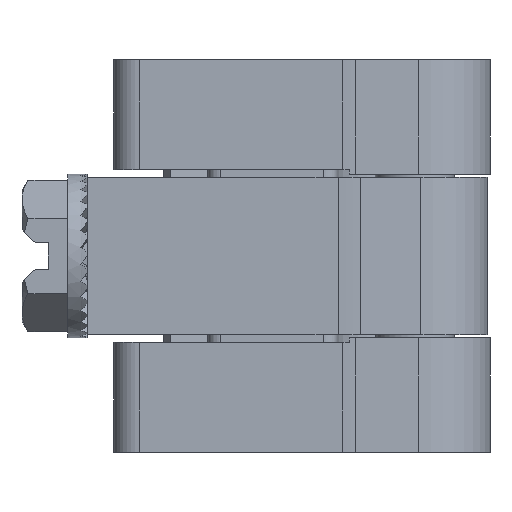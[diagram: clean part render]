
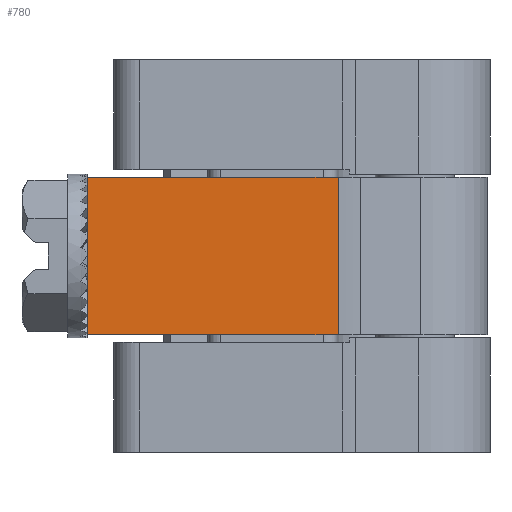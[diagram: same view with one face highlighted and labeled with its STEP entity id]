
A CAD part, front view. The second image highlights one B-rep face of the part: STEP entity #780.
In plain terms, the highlighted planar face has unit normal (0, -1, 0).
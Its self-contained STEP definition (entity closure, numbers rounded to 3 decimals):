
#780=ADVANCED_FACE('',(#2205),#2206,.F.);
#2205=FACE_OUTER_BOUND('',#4426,.T.);
#2206=PLANE('',#4427);
#4426=EDGE_LOOP('',(#6706,#6707,#6708,#6709));
#4427=AXIS2_PLACEMENT_3D('',#6710,#6711,#6712);
#6706=ORIENTED_EDGE('',*,*,#12772,.T.);
#6707=ORIENTED_EDGE('',*,*,#12727,.T.);
#6708=ORIENTED_EDGE('',*,*,#12747,.F.);
#6709=ORIENTED_EDGE('',*,*,#12763,.T.);
#6710=CARTESIAN_POINT('',(-25.0,-6.0,6.0));
#6711=DIRECTION('',(0.0,1.0,0.0));
#6712=DIRECTION('',(-1.0,0.0,0.0));
#12727=EDGE_CURVE('',#15131,#15128,#15132,.F.);
#12747=EDGE_CURVE('',#15164,#15128,#15166,.T.);
#12763=EDGE_CURVE('',#15164,#15185,#15187,.T.);
#12772=EDGE_CURVE('',#15185,#15131,#15199,.T.);
#15128=VERTEX_POINT('',#18579);
#15131=VERTEX_POINT('',#18582);
#15132=LINE('',#18583,#18584);
#15164=VERTEX_POINT('',#18627);
#15166=LINE('',#18630,#18631);
#15185=VERTEX_POINT('',#18662);
#15187=LINE('',#18665,#18666);
#15199=LINE('',#18683,#18684);
#18579=CARTESIAN_POINT('',(-5.858,-6.0,6.0));
#18582=CARTESIAN_POINT('',(-5.858,-6.0,-6.0));
#18583=CARTESIAN_POINT('',(-5.858,-6.0,6.0));
#18584=VECTOR('',#23470,1.0);
#18627=CARTESIAN_POINT('',(-25.0,-6.0,6.0));
#18630=CARTESIAN_POINT('',(-25.0,-6.0,6.0));
#18631=VECTOR('',#23495,1.0);
#18662=CARTESIAN_POINT('',(-25.0,-6.0,-6.0));
#18665=CARTESIAN_POINT('',(-25.0,-6.0,6.0));
#18666=VECTOR('',#23515,1.0);
#18683=CARTESIAN_POINT('',(-25.0,-6.0,-6.0));
#18684=VECTOR('',#23524,1.0);
#23470=DIRECTION('',(0.0,0.0,-1.0));
#23495=DIRECTION('',(1.0,0.0,0.0));
#23515=DIRECTION('',(0.0,0.0,-1.0));
#23524=DIRECTION('',(1.0,0.0,0.0));
